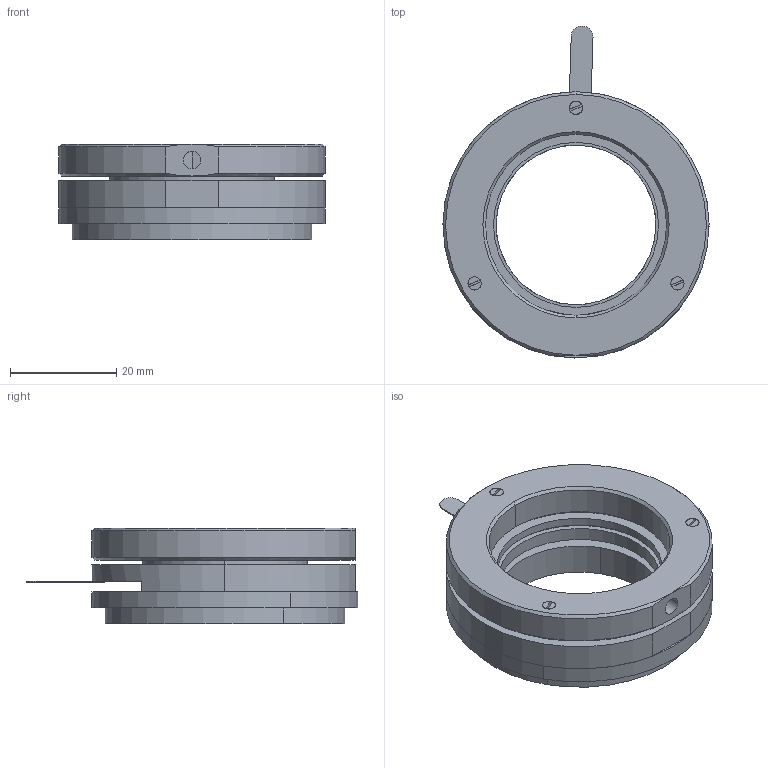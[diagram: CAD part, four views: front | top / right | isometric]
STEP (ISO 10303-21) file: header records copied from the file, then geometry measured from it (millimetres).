
FILE_DESCRIPTION (( 'STEP AP214' ), '1' );
FILE_NAME ('GCM-5701M_三维外形图-20170316.STEP', '2017-03-16T07:18:50', ( 'd' ), ( '' ), 'SwSTEP 2.0', 'SolidWorks 2012', '' );
FILE_SCHEMA (( 'AUTOMOTIVE_DESIGN' ));
Length unit declared in the file: millimetre
Products named in the file (1): GCM-5701M_三维外形图-20170316
Bounding box: 50 x 62.38 x 18 mm (x, y, z)
Surface area: 12452.1 mm2 (no closed solid volume)
Topology: 0 solids, 12 shells, 73 faces, 191 edges, 132 vertices
Faces by surface type: plane 32, cylinder 26, cone 15
Entity records: 3164 total; most frequent: CARTESIAN_POINT 501, DIRECTION 405, ORIENTED_EDGE 332, EDGE_CURVE 191, AXIS2_PLACEMENT_3D 160, VERTEX_POINT 132, EDGE_LOOP 90, CIRCLE 86
